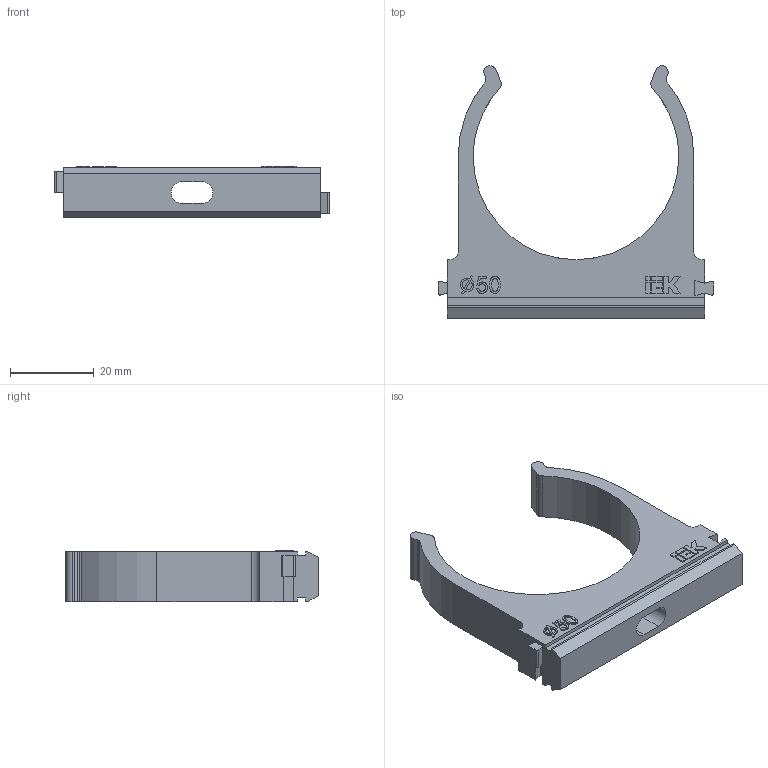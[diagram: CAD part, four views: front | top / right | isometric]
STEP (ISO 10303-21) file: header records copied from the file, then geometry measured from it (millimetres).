
FILE_DESCRIPTION (( 'STEP AP214' ), '1' );
FILE_NAME ('Äåðæàòåëü 50_v.1.STEP', '2016-05-20T13:22:28', ( '' ), ( '' ), 'SwSTEP 2.0', 'SolidWorks 2014', '' );
FILE_SCHEMA (( 'AUTOMOTIVE_DESIGN' ));
Length unit declared in the file: millimetre
Products named in the file (1): Äåðæàòåëü 50_v.1
Bounding box: 65.9 x 60.41 x 12.3 mm (x, y, z)
Volume: 15944.6 mm3; surface area: 7410.4 mm2
Topology: 1 solids, 1 shells, 158 faces, 428 edges, 284 vertices
Faces by surface type: plane 105, cylinder 34, bspline 19
Entity records: 6046 total; most frequent: CARTESIAN_POINT 2082, ORIENTED_EDGE 856, DIRECTION 740, EDGE_CURVE 428, LINE 320, VECTOR 320, VERTEX_POINT 284, AXIS2_PLACEMENT_3D 210
